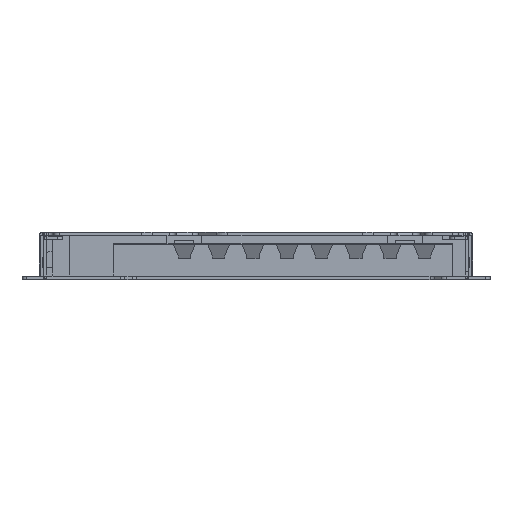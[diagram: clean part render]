
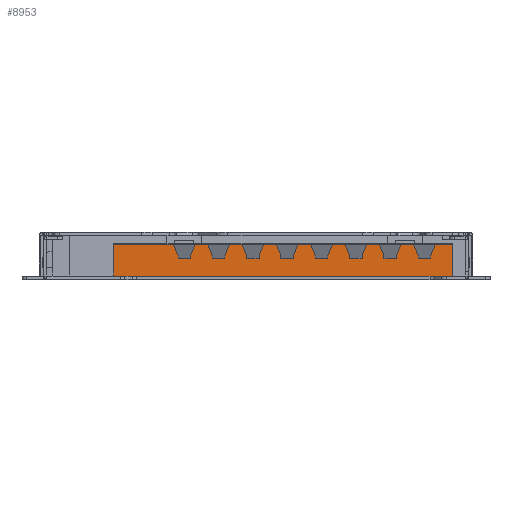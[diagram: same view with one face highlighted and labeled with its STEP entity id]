
A CAD part, top view. The second image highlights one B-rep face of the part: STEP entity #8953.
In plain terms, the highlighted planar face has unit normal (0, 0, 1).
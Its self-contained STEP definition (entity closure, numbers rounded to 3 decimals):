
#1122 = CARTESIAN_POINT ( 'NONE',  ( 0., 0., -6.25 ) ) ;
#1279 = FACE_OUTER_BOUND ( 'NONE', #21621, .T. ) ;
#1538 = CARTESIAN_POINT ( 'NONE',  ( -4.554, 1.13, -6.25 ) ) ;
#2111 = ORIENTED_EDGE ( 'NONE', *, *, #23354, .T. ) ;
#2369 = DIRECTION ( 'NONE',  ( 0., 1., 0. ) ) ;
#3173 = VERTEX_POINT ( 'NONE', #17634 ) ;
#7767 = VECTOR ( 'NONE', #2369, 1000. ) ;
#8714 = CARTESIAN_POINT ( 'NONE',  ( 6.304, 0.1, -6.25 ) ) ;
#8735 = AXIS2_PLACEMENT_3D ( 'NONE', #1122, #19965, #15874 ) ;
#8915 = VERTEX_POINT ( 'NONE', #22257 ) ;
#8953 = ADVANCED_FACE ( 'NONE', ( #1279 ), #9236, .F. ) ;
#9236 = PLANE ( 'NONE',  #8735 ) ;
#9339 = CARTESIAN_POINT ( 'NONE',  ( -4.554, 1.13, -6.25 ) ) ;
#10582 = ORIENTED_EDGE ( 'NONE', *, *, #14443, .T. ) ;
#10649 = EDGE_CURVE ( 'NONE', #3173, #23411, #19349, .T. ) ;
#12594 = CARTESIAN_POINT ( 'NONE',  ( -4.554, 0.1, -6.25 ) ) ;
#12648 = DIRECTION ( 'NONE',  ( 1., 0., 0. ) ) ;
#14443 = EDGE_CURVE ( 'NONE', #22867, #8915, #22969, .T. ) ;
#14545 = EDGE_CURVE ( 'NONE', #8915, #3173, #23272, .T. ) ;
#15874 = DIRECTION ( 'NONE',  ( -1., 0., 0. ) ) ;
#16319 = DIRECTION ( 'NONE',  ( -1., 0., 0. ) ) ;
#16363 = VECTOR ( 'NONE', #16319, 1000. ) ;
#16960 = CARTESIAN_POINT ( 'NONE',  ( -4.554, 0.1, -6.25 ) ) ;
#17370 = VECTOR ( 'NONE', #12648, 1000. ) ;
#17634 = CARTESIAN_POINT ( 'NONE',  ( 6.304, 1.13, -6.25 ) ) ;
#18720 = CARTESIAN_POINT ( 'NONE',  ( -4.554, 0.1, -6.25 ) ) ;
#19349 = LINE ( 'NONE', #1538, #16363 ) ;
#19471 = LINE ( 'NONE', #18720, #25359 ) ;
#19965 = DIRECTION ( 'NONE',  ( 0., 0., -1. ) ) ;
#20448 = ORIENTED_EDGE ( 'NONE', *, *, #14545, .T. ) ;
#21621 = EDGE_LOOP ( 'NONE', ( #2111, #10582, #20448, #25449 ) ) ;
#22257 = CARTESIAN_POINT ( 'NONE',  ( 6.304, 0.1, -6.25 ) ) ;
#22782 = DIRECTION ( 'NONE',  ( 0., -1., 0. ) ) ;
#22867 = VERTEX_POINT ( 'NONE', #12594 ) ;
#22969 = LINE ( 'NONE', #16960, #17370 ) ;
#23272 = LINE ( 'NONE', #8714, #7767 ) ;
#23354 = EDGE_CURVE ( 'NONE', #23411, #22867, #19471, .T. ) ;
#23411 = VERTEX_POINT ( 'NONE', #9339 ) ;
#25359 = VECTOR ( 'NONE', #22782, 1000. ) ;
#25449 = ORIENTED_EDGE ( 'NONE', *, *, #10649, .T. ) ;
